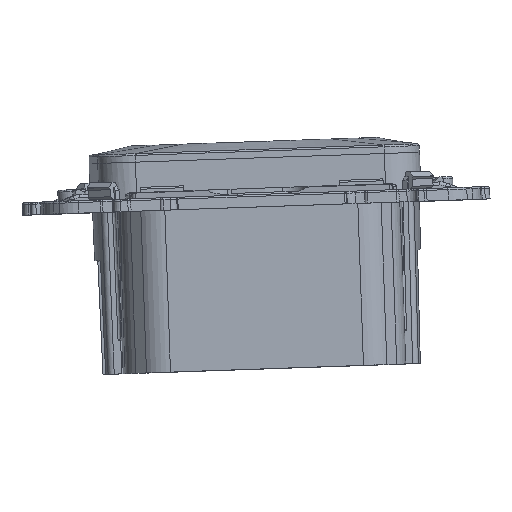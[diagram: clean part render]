
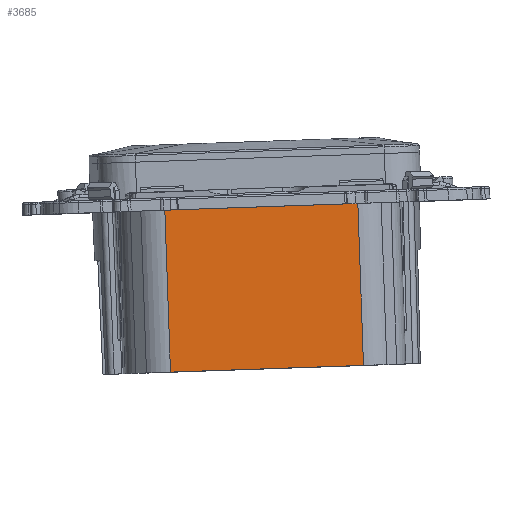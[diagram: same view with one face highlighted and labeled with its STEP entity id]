
A CAD part, top view. The second image highlights one B-rep face of the part: STEP entity #3685.
In plain terms, the highlighted face is planar.
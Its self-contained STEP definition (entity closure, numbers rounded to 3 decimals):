
#921 = VECTOR ( 'NONE', #11275, 1000. ) ;
#3237 = VECTOR ( 'NONE', #52294, 1000. ) ;
#3491 = CARTESIAN_POINT ( 'NONE',  ( -16.405, 24.531, -25.443 ) ) ;
#3685 = ADVANCED_FACE ( 'NONE', ( #48046 ), #18027, .T. ) ;
#6524 = CARTESIAN_POINT ( 'NONE',  ( -15.498, 24.531, 0.541 ) ) ;
#11275 = DIRECTION ( 'NONE',  ( -0.999, 0., 0.035 ) ) ;
#14749 = VERTEX_POINT ( 'NONE', #25849 ) ;
#17964 = DIRECTION ( 'NONE',  ( 0.035, 0., 0.999 ) ) ;
#18027 = PLANE ( 'NONE',  #28022 ) ;
#21004 = VECTOR ( 'NONE', #61883, 1000. ) ;
#22271 = VERTEX_POINT ( 'NONE', #3491 ) ;
#22690 = CARTESIAN_POINT ( 'NONE',  ( 12.266, 24.531, -93.102 ) ) ;
#23614 = CARTESIAN_POINT ( 'NONE',  ( 12.266, 24.531, -93.102 ) ) ;
#25657 = ORIENTED_EDGE ( 'NONE', *, *, #46238, .F. ) ;
#25849 = CARTESIAN_POINT ( 'NONE',  ( 14.591, 24.531, -26.525 ) ) ;
#28022 = AXIS2_PLACEMENT_3D ( 'NONE', #22690, #49020, #43007 ) ;
#28187 = ORIENTED_EDGE ( 'NONE', *, *, #34137, .T. ) ;
#28937 = VERTEX_POINT ( 'NONE', #49589 ) ;
#33971 = LINE ( 'NONE', #23614, #45603 ) ;
#34137 = EDGE_CURVE ( 'NONE', #14749, #22271, #36989, .T. ) ;
#36989 = LINE ( 'NONE', #41995, #3237 ) ;
#37221 = CARTESIAN_POINT ( 'NONE',  ( 0., 24.531, 0. ) ) ;
#38807 = EDGE_LOOP ( 'NONE', ( #50348, #52451, #25657, #28187 ) ) ;
#38856 = VERTEX_POINT ( 'NONE', #6524 ) ;
#40664 = EDGE_CURVE ( 'NONE', #22271, #38856, #45855, .T. ) ;
#41213 = LINE ( 'NONE', #37221, #921 ) ;
#41995 = CARTESIAN_POINT ( 'NONE',  ( 14.591, 24.531, -26.525 ) ) ;
#43007 = DIRECTION ( 'NONE',  ( -0.999, 0., 0.035 ) ) ;
#45603 = VECTOR ( 'NONE', #17964, 1000. ) ;
#45855 = LINE ( 'NONE', #48116, #21004 ) ;
#46238 = EDGE_CURVE ( 'NONE', #14749, #28937, #33971, .T. ) ;
#48046 = FACE_OUTER_BOUND ( 'NONE', #38807, .T. ) ;
#48116 = CARTESIAN_POINT ( 'NONE',  ( -18.73, 24.531, -92.019 ) ) ;
#49020 = DIRECTION ( 'NONE',  ( 0., 1., 0. ) ) ;
#49589 = CARTESIAN_POINT ( 'NONE',  ( 15.498, 24.531, -0.541 ) ) ;
#50348 = ORIENTED_EDGE ( 'NONE', *, *, #40664, .T. ) ;
#52294 = DIRECTION ( 'NONE',  ( -0.999, 0., 0.035 ) ) ;
#52451 = ORIENTED_EDGE ( 'NONE', *, *, #56043, .F. ) ;
#56043 = EDGE_CURVE ( 'NONE', #28937, #38856, #41213, .T. ) ;
#61883 = DIRECTION ( 'NONE',  ( 0.035, 0., 0.999 ) ) ;
